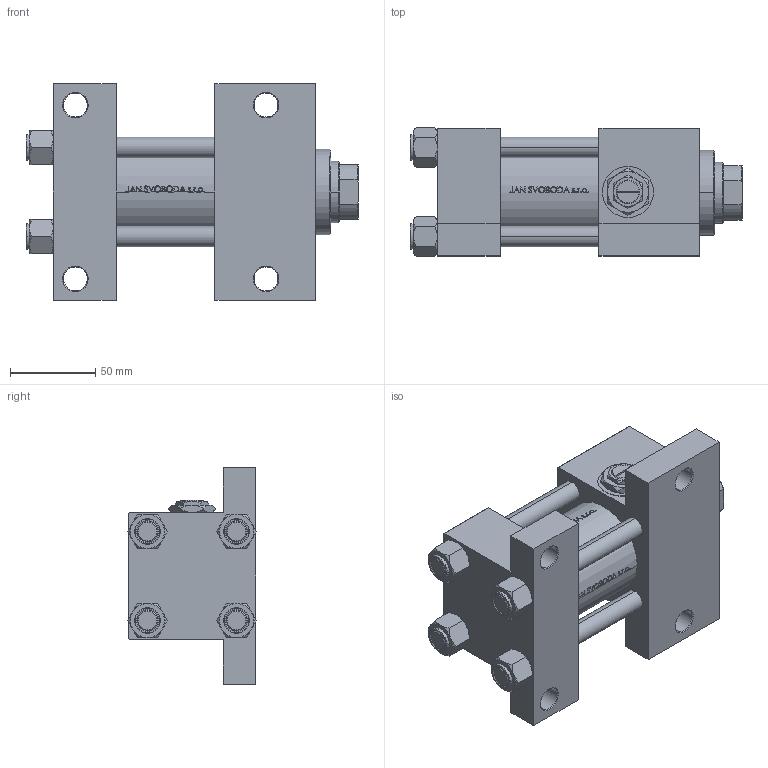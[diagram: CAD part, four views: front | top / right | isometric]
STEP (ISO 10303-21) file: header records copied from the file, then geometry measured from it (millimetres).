
FILE_DESCRIPTION (( 'STEP AP203' ), '1' );
FILE_NAME ('3cc6.STEP', '2023-01-17T17:43:28', ( '' ), ( '' ), 'SwSTEP 2.0', 'SolidWorks 2019', '' );
FILE_SCHEMA (( 'CONFIG_CONTROL_DESIGN' ));
Length unit declared in the file: millimetre
Products named in the file (7): 3cc6; V215CR_G_TYCINKA 87ec40766ee5fc39de020c4ee070d50b; V215CR_G_Body 87ec40766ee5fc39de020c4ee070d50b; NUT_M5_G 87ec40766ee5fc39de020c4ee070d50b; Zatka_pro_OIL_PORT 87ec40766ee5fc39de020c4ee070d50b; V215_VC_A 87ec40766ee5fc39de020c4ee070d50b; V215CR_VCP_G 87ec40766ee5fc39de020c4ee070d50b
Assembly tree (12 placements, depth 2):
  3cc6
    V215CR_G_Body 87ec40766ee5fc39de020c4ee070d50b
    V215CR_VCP_G 87ec40766ee5fc39de020c4ee070d50b
    V215CR_G_TYCINKA 87ec40766ee5fc39de020c4ee070d50b  x4
    NUT_M5_G 87ec40766ee5fc39de020c4ee070d50b  x4
    V215_VC_A 87ec40766ee5fc39de020c4ee070d50b
    Zatka_pro_OIL_PORT 87ec40766ee5fc39de020c4ee070d50b
Bounding box: 195 x 75.54 x 127 mm (x, y, z)
Volume: 776901.3 mm3; surface area: 169771.4 mm2
Topology: 12 solids, 12 shells, 1135 faces, 2860 edges, 1833 vertices
Faces by surface type: plane 455, bspline 380, cone 164, cylinder 128, torus 8
Entity records: 49151 total; most frequent: CARTESIAN_POINT 26460, ORIENTED_EDGE 5212, DIRECTION 3230, EDGE_CURVE 2606, VERTEX_POINT 1689, LINE 1332, VECTOR 1332, EDGE_LOOP 1121
